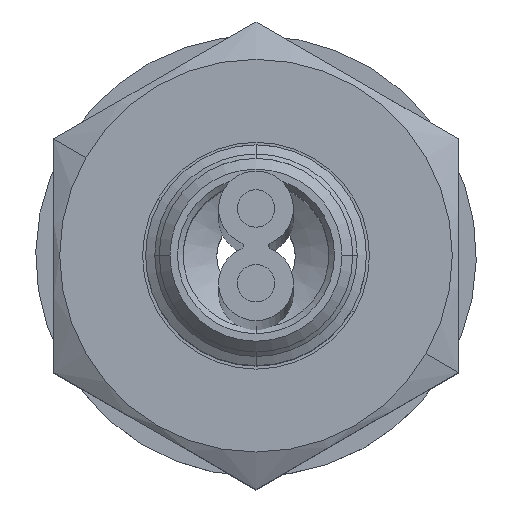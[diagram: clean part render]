
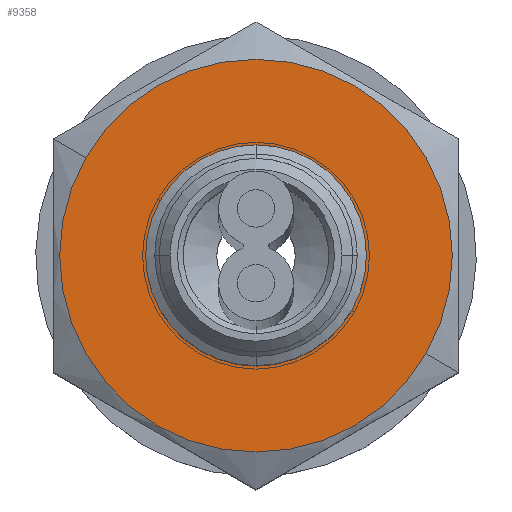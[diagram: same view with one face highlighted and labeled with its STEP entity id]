
A CAD part, top view. The second image highlights one B-rep face of the part: STEP entity #9358.
In plain terms, the highlighted face is planar.
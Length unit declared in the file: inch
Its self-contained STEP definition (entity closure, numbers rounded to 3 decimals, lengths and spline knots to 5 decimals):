
#8516=CARTESIAN_POINT('',(0.,0.02649,0.));
#8517=DIRECTION('',(0.,1.,0.));
#8518=DIRECTION('',(0.,0.,-1.));
#8519=AXIS2_PLACEMENT_3D('',#8516,#8517,#8518);
#8521=CARTESIAN_POINT('',(0.,0.02649,0.));
#8522=DIRECTION('',(0.,1.,0.));
#8523=DIRECTION('',(0.,0.,1.));
#8524=AXIS2_PLACEMENT_3D('',#8521,#8522,#8523);
#8810=CARTESIAN_POINT('',(0.,0.02649,0.));
#8811=DIRECTION('',(0.,1.,0.));
#8812=DIRECTION('',(0.,0.,1.));
#8813=AXIS2_PLACEMENT_3D('',#8810,#8811,#8812);
#8815=CARTESIAN_POINT('',(0.,0.02649,0.));
#8816=DIRECTION('',(0.,1.,0.));
#8817=DIRECTION('',(0.,0.,-1.));
#8818=AXIS2_PLACEMENT_3D('',#8815,#8816,#8817);
#9254=CARTESIAN_POINT('',(0.,0.02649,0.10501));
#9255=CARTESIAN_POINT('',(0.,0.02649,-0.10501));
#9256=VERTEX_POINT('',#9254);
#9257=VERTEX_POINT('',#9255);
#9262=CARTESIAN_POINT('',(0.,0.02649,-0.05601));
#9263=CARTESIAN_POINT('',(0.,0.02649,0.05601));
#9264=VERTEX_POINT('',#9262);
#9265=VERTEX_POINT('',#9263);
#9342=CARTESIAN_POINT('',(0.10501,0.02649,0.));
#9343=DIRECTION('',(0.,-1.,0.));
#9344=DIRECTION('',(0.,0.,-1.));
#9345=AXIS2_PLACEMENT_3D('',#9342,#9343,#9344);
#9346=PLANE('',#9345);
#9348=ORIENTED_EDGE('',*,*,#9347,.T.);
#9349=ORIENTED_EDGE('',*,*,#9327,.T.);
#9350=EDGE_LOOP('',(#9348,#9349));
#9351=FACE_OUTER_BOUND('',#9350,.F.);
#9353=ORIENTED_EDGE('',*,*,#9352,.F.);
#9355=ORIENTED_EDGE('',*,*,#9354,.F.);
#9356=EDGE_LOOP('',(#9353,#9355));
#9357=FACE_BOUND('',#9356,.F.);
#9358=ADVANCED_FACE('',(#9351,#9357),#9346,.T.);
#8520=CIRCLE('',#8519,0.10501);
#8525=CIRCLE('',#8524,0.10501);
#8814=CIRCLE('',#8813,0.05601);
#8819=CIRCLE('',#8818,0.05601);
#9327=EDGE_CURVE('',#9256,#9257,#8525,.T.);
#9347=EDGE_CURVE('',#9257,#9256,#8520,.T.);
#9352=EDGE_CURVE('',#9264,#9265,#8819,.T.);
#9354=EDGE_CURVE('',#9265,#9264,#8814,.T.);
